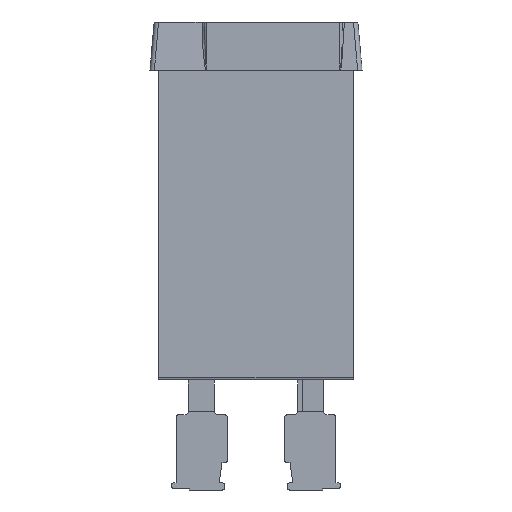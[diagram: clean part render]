
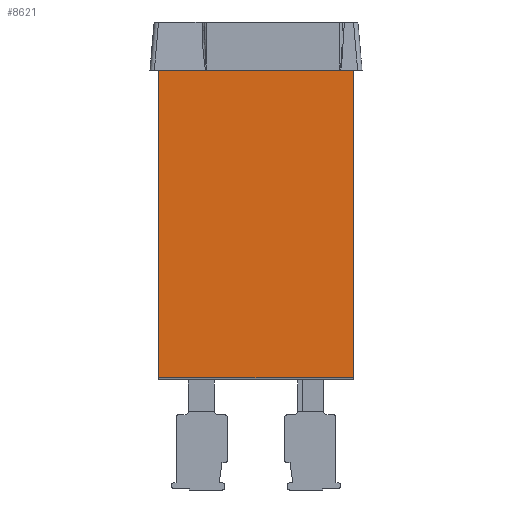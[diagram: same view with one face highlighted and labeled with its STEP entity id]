
A CAD part, front view. The second image highlights one B-rep face of the part: STEP entity #8621.
In plain terms, the highlighted planar face has unit normal (0, -1, 0).
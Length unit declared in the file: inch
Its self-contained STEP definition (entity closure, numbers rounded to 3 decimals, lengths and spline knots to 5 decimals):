
#167 = EDGE_CURVE ( 'NONE', #23213, #19820, #27050, .T. ) ;
#195 = CARTESIAN_POINT ( 'NONE',  ( 0.86614, -0.43307, 0. ) ) ;
#533 = VECTOR ( 'NONE', #21048, 39.37008 ) ;
#1176 = AXIS2_PLACEMENT_3D ( 'NONE', #23214, #23526, #25496 ) ;
#1600 = VECTOR ( 'NONE', #23295, 39.37008 ) ;
#4403 = VERTEX_POINT ( 'NONE', #19773 ) ;
#5303 = LINE ( 'NONE', #23039, #533 ) ;
#6599 = CARTESIAN_POINT ( 'NONE',  ( -0.86614, -0.43307, -2.75984 ) ) ;
#6789 = EDGE_CURVE ( 'NONE', #4403, #27678, #15734, .T. ) ;
#7487 = VECTOR ( 'NONE', #18699, 39.37008 ) ;
#8621 = ADVANCED_FACE ( 'NONE', ( #22868 ), #30458, .F. ) ;
#8700 = EDGE_LOOP ( 'NONE', ( #26401, #28790, #30258, #9422 ) ) ;
#9368 = CARTESIAN_POINT ( 'NONE',  ( 0.86614, -0.43307, -2.75984 ) ) ;
#9376 = CARTESIAN_POINT ( 'NONE',  ( 0.86614, -0.43307, -2.74016 ) ) ;
#9422 = ORIENTED_EDGE ( 'NONE', *, *, #29118, .T. ) ;
#10450 = LINE ( 'NONE', #9376, #7487 ) ;
#11177 = EDGE_CURVE ( 'NONE', #23213, #4403, #10450, .T. ) ;
#13562 = VECTOR ( 'NONE', #25566, 39.37008 ) ;
#15734 = LINE ( 'NONE', #9368, #13562 ) ;
#15755 = CARTESIAN_POINT ( 'NONE',  ( -0.86614, -0.43307, -2.74016 ) ) ;
#18699 = DIRECTION ( 'NONE',  ( 1., 0., 0. ) ) ;
#19773 = CARTESIAN_POINT ( 'NONE',  ( 0.86614, -0.43307, -2.74016 ) ) ;
#19820 = VERTEX_POINT ( 'NONE', #21460 ) ;
#21048 = DIRECTION ( 'NONE',  ( -1., 0., 0. ) ) ;
#21460 = CARTESIAN_POINT ( 'NONE',  ( -0.86614, -0.43307, 0. ) ) ;
#22868 = FACE_OUTER_BOUND ( 'NONE', #8700, .T. ) ;
#23039 = CARTESIAN_POINT ( 'NONE',  ( 0.86614, -0.43307, 0. ) ) ;
#23213 = VERTEX_POINT ( 'NONE', #15755 ) ;
#23214 = CARTESIAN_POINT ( 'NONE',  ( 0.86614, -0.43307, -2.75984 ) ) ;
#23295 = DIRECTION ( 'NONE',  ( 0., 0., 1. ) ) ;
#23526 = DIRECTION ( 'NONE',  ( 0., 1., 0. ) ) ;
#25496 = DIRECTION ( 'NONE',  ( 0., 0., 1. ) ) ;
#25566 = DIRECTION ( 'NONE',  ( 0., 0., 1. ) ) ;
#26401 = ORIENTED_EDGE ( 'NONE', *, *, #167, .F. ) ;
#27050 = LINE ( 'NONE', #6599, #1600 ) ;
#27678 = VERTEX_POINT ( 'NONE', #195 ) ;
#28790 = ORIENTED_EDGE ( 'NONE', *, *, #11177, .T. ) ;
#29118 = EDGE_CURVE ( 'NONE', #27678, #19820, #5303, .T. ) ;
#30258 = ORIENTED_EDGE ( 'NONE', *, *, #6789, .T. ) ;
#30458 = PLANE ( 'NONE',  #1176 ) ;
